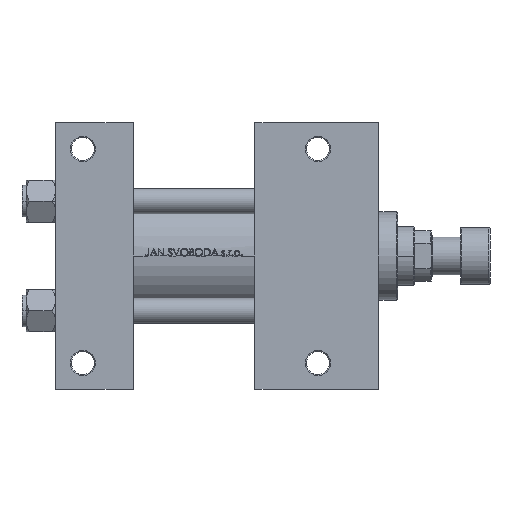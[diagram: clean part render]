
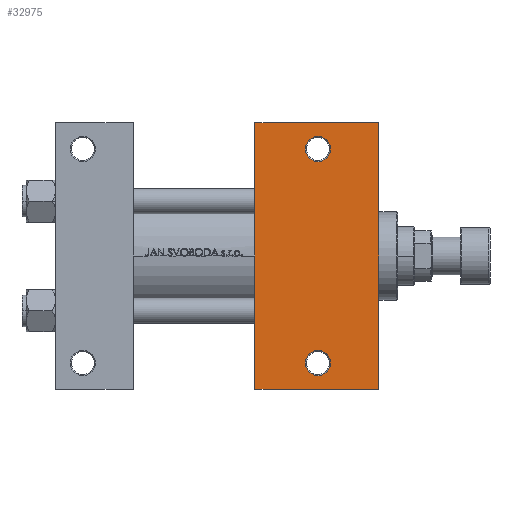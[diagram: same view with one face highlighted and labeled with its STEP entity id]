
A CAD part, front view. The second image highlights one B-rep face of the part: STEP entity #32975.
In plain terms, the highlighted face is planar.
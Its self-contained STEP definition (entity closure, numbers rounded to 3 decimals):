
#629 = LINE ( 'NONE', #16065, #38600 ) ;
#1809 = VERTEX_POINT ( 'NONE', #47033 ) ;
#3100 = DIRECTION ( 'NONE',  ( 0., 0., 1. ) ) ;
#3170 = DIRECTION ( 'NONE',  ( 0., 0., 1. ) ) ;
#4166 = EDGE_CURVE ( 'NONE', #14424, #27652, #11471, .T. ) ;
#4556 = CARTESIAN_POINT ( 'NONE',  ( 119.001, -51., -37.5 ) ) ;
#5090 = VERTEX_POINT ( 'NONE', #33522 ) ;
#6787 = ORIENTED_EDGE ( 'NONE', *, *, #12251, .T. ) ;
#8381 = EDGE_CURVE ( 'NONE', #23795, #1809, #24600, .T. ) ;
#8569 = CIRCLE ( 'NONE', #36822, 6. ) ;
#8939 = DIRECTION ( 'NONE',  ( -1., 0., 0. ) ) ;
#9381 = VERTEX_POINT ( 'NONE', #45836 ) ;
#9675 = PLANE ( 'NONE',  #35851 ) ;
#9920 = FACE_BOUND ( 'NONE', #44465, .T. ) ;
#10202 = EDGE_LOOP ( 'NONE', ( #42163, #10745, #42467, #12039 ) ) ;
#10745 = ORIENTED_EDGE ( 'NONE', *, *, #8381, .T. ) ;
#11471 = CIRCLE ( 'NONE', #15513, 5.999 ) ;
#12039 = ORIENTED_EDGE ( 'NONE', *, *, #45731, .T. ) ;
#12251 = EDGE_CURVE ( 'NONE', #21702, #5090, #35823, .T. ) ;
#13629 = CARTESIAN_POINT ( 'NONE',  ( 154., -63.5, -37.5 ) ) ;
#13719 = DIRECTION ( 'NONE',  ( -1., 0., 0. ) ) ;
#13994 = VERTEX_POINT ( 'NONE', #13629 ) ;
#14424 = VERTEX_POINT ( 'NONE', #16554 ) ;
#14950 = CARTESIAN_POINT ( 'NONE',  ( 119., 51., -37.5 ) ) ;
#14970 = CARTESIAN_POINT ( 'NONE',  ( 125., 51., -37.5 ) ) ;
#15513 = AXIS2_PLACEMENT_3D ( 'NONE', #30461, #3170, #19327 ) ;
#16065 = CARTESIAN_POINT ( 'NONE',  ( 95., -63.5, -37.5 ) ) ;
#16145 = AXIS2_PLACEMENT_3D ( 'NONE', #16524, #16271, #8939 ) ;
#16271 = DIRECTION ( 'NONE',  ( 0., 0., 1. ) ) ;
#16524 = CARTESIAN_POINT ( 'NONE',  ( 125., -51., -37.5 ) ) ;
#16554 = CARTESIAN_POINT ( 'NONE',  ( 130.999, -51., -37.5 ) ) ;
#16764 = FACE_BOUND ( 'NONE', #37368, .T. ) ;
#17023 = CARTESIAN_POINT ( 'NONE',  ( 95., 63.5, -37.5 ) ) ;
#17975 = EDGE_CURVE ( 'NONE', #1809, #13994, #47752, .T. ) ;
#19115 = VECTOR ( 'NONE', #43943, 1000. ) ;
#19327 = DIRECTION ( 'NONE',  ( -1., 0., 0. ) ) ;
#21418 = EDGE_CURVE ( 'NONE', #5090, #21702, #8569, .T. ) ;
#21702 = VERTEX_POINT ( 'NONE', #14950 ) ;
#22390 = ORIENTED_EDGE ( 'NONE', *, *, #29402, .T. ) ;
#22754 = CARTESIAN_POINT ( 'NONE',  ( 95., 63.5, -37.5 ) ) ;
#23129 = EDGE_CURVE ( 'NONE', #23795, #9381, #34544, .T. ) ;
#23795 = VERTEX_POINT ( 'NONE', #22754 ) ;
#24600 = LINE ( 'NONE', #17023, #48667 ) ;
#25587 = DIRECTION ( 'NONE',  ( 0., 0., -1. ) ) ;
#27652 = VERTEX_POINT ( 'NONE', #4556 ) ;
#28503 = CARTESIAN_POINT ( 'NONE',  ( 154., 37.5, -37.5 ) ) ;
#28565 = AXIS2_PLACEMENT_3D ( 'NONE', #14970, #3100, #42265 ) ;
#28638 = DIRECTION ( 'NONE',  ( 1., 0., 0. ) ) ;
#29402 = EDGE_CURVE ( 'NONE', #27652, #14424, #46844, .T. ) ;
#30461 = CARTESIAN_POINT ( 'NONE',  ( 125., -51., -37.5 ) ) ;
#31251 = VECTOR ( 'NONE', #38082, 1000. ) ;
#32975 = ADVANCED_FACE ( 'NONE', ( #9920, #16764, #40001 ), #9675, .T. ) ;
#33522 = CARTESIAN_POINT ( 'NONE',  ( 130.999, 51., -37.5 ) ) ;
#34544 = LINE ( 'NONE', #42376, #31251 ) ;
#34708 = DIRECTION ( 'NONE',  ( -1., 0., 0. ) ) ;
#35207 = DIRECTION ( 'NONE',  ( 0., 0., 1. ) ) ;
#35680 = ORIENTED_EDGE ( 'NONE', *, *, #4166, .T. ) ;
#35823 = CIRCLE ( 'NONE', #28565, 6. ) ;
#35851 = AXIS2_PLACEMENT_3D ( 'NONE', #36222, #25587, #13719 ) ;
#36222 = CARTESIAN_POINT ( 'NONE',  ( 154., 37.5, -37.5 ) ) ;
#36822 = AXIS2_PLACEMENT_3D ( 'NONE', #46121, #35207, #34708 ) ;
#37368 = EDGE_LOOP ( 'NONE', ( #22390, #35680 ) ) ;
#38082 = DIRECTION ( 'NONE',  ( 0., -1., 0. ) ) ;
#38600 = VECTOR ( 'NONE', #47177, 1000. ) ;
#40001 = FACE_OUTER_BOUND ( 'NONE', #10202, .T. ) ;
#42163 = ORIENTED_EDGE ( 'NONE', *, *, #23129, .F. ) ;
#42265 = DIRECTION ( 'NONE',  ( -1., 0., 0. ) ) ;
#42376 = CARTESIAN_POINT ( 'NONE',  ( 95., 37.5, -37.5 ) ) ;
#42467 = ORIENTED_EDGE ( 'NONE', *, *, #17975, .T. ) ;
#43943 = DIRECTION ( 'NONE',  ( 0., -1., 0. ) ) ;
#44465 = EDGE_LOOP ( 'NONE', ( #6787, #45914 ) ) ;
#45731 = EDGE_CURVE ( 'NONE', #13994, #9381, #629, .T. ) ;
#45836 = CARTESIAN_POINT ( 'NONE',  ( 95., -63.5, -37.5 ) ) ;
#45914 = ORIENTED_EDGE ( 'NONE', *, *, #21418, .T. ) ;
#46121 = CARTESIAN_POINT ( 'NONE',  ( 125., 51., -37.5 ) ) ;
#46844 = CIRCLE ( 'NONE', #16145, 5.999 ) ;
#47033 = CARTESIAN_POINT ( 'NONE',  ( 154., 63.5, -37.5 ) ) ;
#47177 = DIRECTION ( 'NONE',  ( -1., 0., 0. ) ) ;
#47752 = LINE ( 'NONE', #28503, #19115 ) ;
#48667 = VECTOR ( 'NONE', #28638, 1000. ) ;
